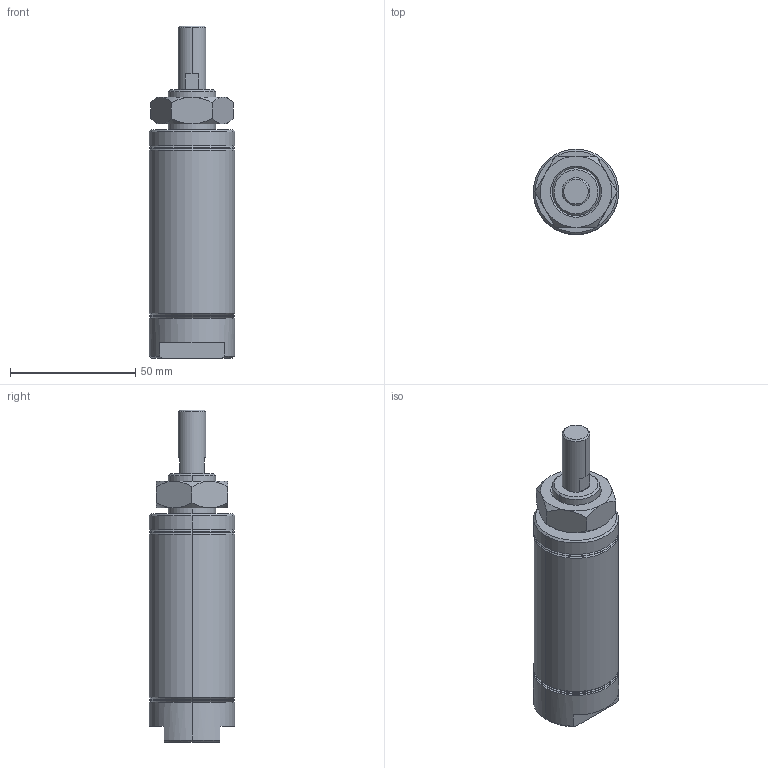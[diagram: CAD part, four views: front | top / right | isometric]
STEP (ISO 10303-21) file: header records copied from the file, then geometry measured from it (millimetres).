
FILE_DESCRIPTION (( 'STEP AP214' ), '1' );
FILE_NAME ('A20010SN.step', '2017-04-04T20:24:42', ( '' ), ( '' ), 'SwSTEP 2.0', 'SolidWorks 2017', '' );
FILE_SCHEMA (( 'AUTOMOTIVE_DESIGN' ));
Length unit declared in the file: inch
Products named in the file (4): A20010SN_Mounting Nut_D-3556; A20010SN-Rod; A20010SN-MainBody; A20010SN
Assembly tree (3 placements, depth 2):
  A20010SN
    A20010SN-MainBody
    A20010SN-Rod
    A20010SN_Mounting Nut_D-3556
Bounding box: 34.04 x 34.04 x 132.59 mm (x, y, z)
Volume: 74211.5 mm3; surface area: 28400.1 mm2
Topology: 3 solids, 3 shells, 95 faces, 204 edges, 124 vertices
Faces by surface type: cone 37, plane 32, cylinder 26
Entity records: 2863 total; most frequent: CARTESIAN_POINT 607, DIRECTION 477, ORIENTED_EDGE 404, AXIS2_PLACEMENT_3D 202, EDGE_CURVE 202, VERTEX_POINT 124, EDGE_LOOP 108, CIRCLE 101
